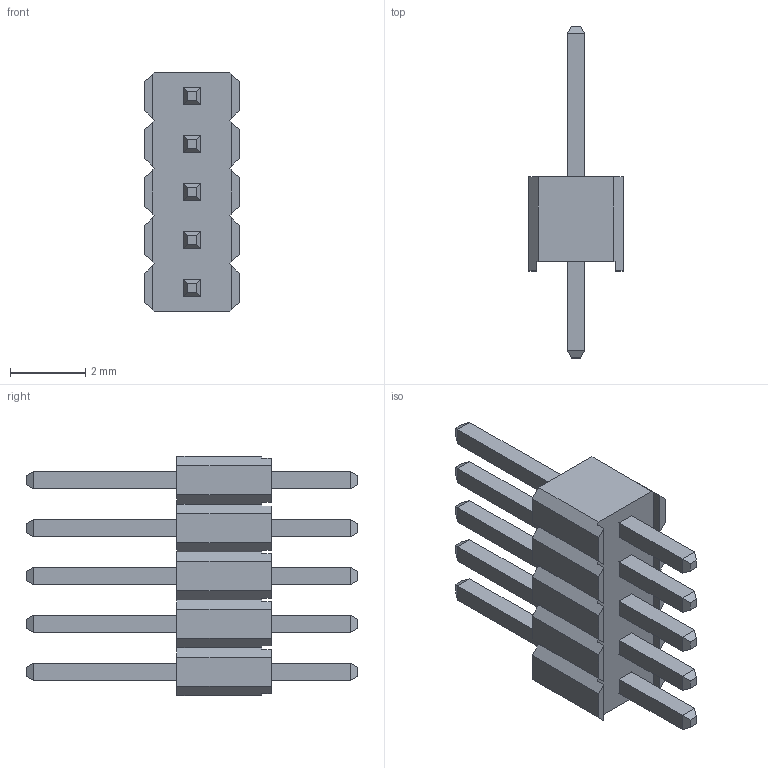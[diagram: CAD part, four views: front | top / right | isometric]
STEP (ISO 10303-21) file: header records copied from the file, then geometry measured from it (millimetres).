
FILE_DESCRIPTION(('STEP AP214'),'1');
FILE_NAME('m52-040023v0545.stp','2017-04-27T19:07:08',('TraceParts'),('TraceParts S.A.'),'Spatial InterOp 3D',' ',' ');
FILE_SCHEMA(('automotive_design'));
Length unit declared in the file: millimetre
Products named in the file (6): m52-040023v0545_1; m52-040023v0545_2; m52-040023v0545_3; m52-040023v0545_4; m52-040023v0545_5; m52-040023v0545_6
Bounding box: 2.5 x 8.8 x 6.35 mm (x, y, z)
Volume: 41.6 mm3; surface area: 178.7 mm2
Topology: 6 solids, 6 shells, 144 faces, 356 edges, 224 vertices
Faces by surface type: plane 144
Entity records: 7211 total; most frequent: CARTESIAN_POINT 730, ORIENTED_EDGE 712, DIRECTION 656, STYLED_ITEM 506, PRESENTATION_STYLE_ASSIGNMENT 506, COLOUR_RGB 506, EDGE_CURVE 356, CURVE_STYLE 356
